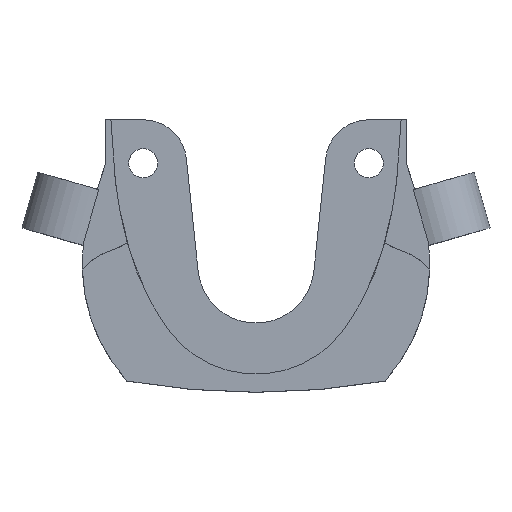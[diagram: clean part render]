
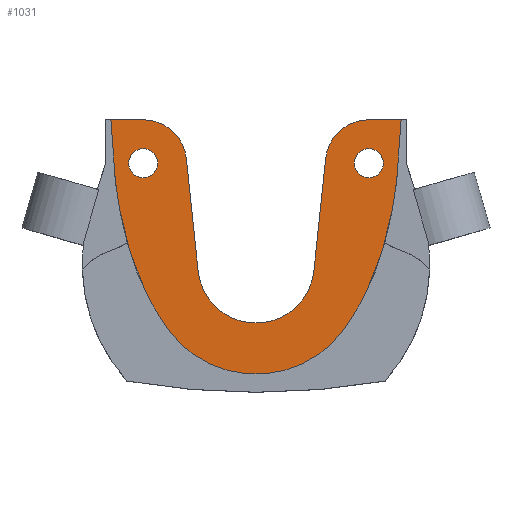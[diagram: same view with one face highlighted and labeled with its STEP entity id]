
A CAD part, top view. The second image highlights one B-rep face of the part: STEP entity #1031.
In plain terms, the highlighted planar face has unit normal (0, 0, 1).
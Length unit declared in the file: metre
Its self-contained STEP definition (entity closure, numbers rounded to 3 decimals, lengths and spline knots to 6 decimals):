
#33=PLANE('',#1114);
#66=CIRCLE('',#1115,0.002);
#67=CIRCLE('',#1116,0.006);
#68=CIRCLE('',#1117,0.008041);
#69=CIRCLE('',#1118,0.006);
#70=CIRCLE('',#1119,0.0151);
#71=CIRCLE('',#1120,0.002);
#134=LINE('',#1648,#200);
#135=LINE('',#1652,#201);
#136=LINE('',#1656,#202);
#137=LINE('',#1660,#203);
#200=VECTOR('',#1247,1.);
#201=VECTOR('',#1250,1.);
#202=VECTOR('',#1253,1.);
#203=VECTOR('',#1256,1.);
#298=ORIENTED_EDGE('',*,*,#610,.T.);
#299=ORIENTED_EDGE('',*,*,#611,.T.);
#300=ORIENTED_EDGE('',*,*,#558,.F.);
#301=ORIENTED_EDGE('',*,*,#612,.F.);
#302=ORIENTED_EDGE('',*,*,#613,.F.);
#303=ORIENTED_EDGE('',*,*,#614,.F.);
#304=ORIENTED_EDGE('',*,*,#615,.F.);
#305=ORIENTED_EDGE('',*,*,#616,.T.);
#306=ORIENTED_EDGE('',*,*,#617,.T.);
#307=ORIENTED_EDGE('',*,*,#618,.T.);
#308=ORIENTED_EDGE('',*,*,#619,.T.);
#309=ORIENTED_EDGE('',*,*,#620,.F.);
#310=ORIENTED_EDGE('',*,*,#621,.T.);
#311=ORIENTED_EDGE('',*,*,#622,.F.);
#312=ORIENTED_EDGE('',*,*,#564,.F.);
#313=ORIENTED_EDGE('',*,*,#623,.F.);
#558=EDGE_CURVE('',#715,#716,#821,.T.);
#564=EDGE_CURVE('',#721,#722,#825,.T.);
#610=EDGE_CURVE('',#765,#765,#66,.T.);
#611=EDGE_CURVE('',#721,#716,#837,.T.);
#612=EDGE_CURVE('',#766,#715,#134,.T.);
#613=EDGE_CURVE('',#767,#766,#67,.T.);
#614=EDGE_CURVE('',#768,#767,#135,.T.);
#615=EDGE_CURVE('',#769,#768,#68,.T.);
#616=EDGE_CURVE('',#769,#770,#136,.T.);
#617=EDGE_CURVE('',#770,#771,#69,.T.);
#618=EDGE_CURVE('',#771,#772,#137,.T.);
#619=EDGE_CURVE('',#772,#773,#838,.T.);
#620=EDGE_CURVE('',#774,#773,#839,.T.);
#621=EDGE_CURVE('',#774,#775,#840,.T.);
#622=EDGE_CURVE('',#722,#775,#70,.T.);
#623=EDGE_CURVE('',#776,#776,#71,.T.);
#715=VERTEX_POINT('',#1446);
#716=VERTEX_POINT('',#1447);
#721=VERTEX_POINT('',#1487);
#722=VERTEX_POINT('',#1496);
#765=VERTEX_POINT('',#1639);
#766=VERTEX_POINT('',#1649);
#767=VERTEX_POINT('',#1651);
#768=VERTEX_POINT('',#1653);
#769=VERTEX_POINT('',#1655);
#770=VERTEX_POINT('',#1657);
#771=VERTEX_POINT('',#1659);
#772=VERTEX_POINT('',#1661);
#773=VERTEX_POINT('',#1670);
#774=VERTEX_POINT('',#1679);
#775=VERTEX_POINT('',#1688);
#776=VERTEX_POINT('',#1691);
#821=B_SPLINE_CURVE_WITH_KNOTS('',3,(#1438,#1439,#1440,#1441,#1442,#1443,
#1444,#1445),.UNSPECIFIED.,.F.,.F.,(4,1,1,1,1,4),(0.036125,0.20937,
0.450339,0.691308,0.811792,0.932277),
 .UNSPECIFIED.);
#825=B_SPLINE_CURVE_WITH_KNOTS('',3,(#1488,#1489,#1490,#1491,#1492,#1493,
#1494,#1495),.UNSPECIFIED.,.F.,.F.,(4,1,1,1,1,4),(0.036125,0.20937,
0.450339,0.691308,0.811792,0.932277),
 .UNSPECIFIED.);
#837=B_SPLINE_CURVE_WITH_KNOTS('',3,(#1640,#1641,#1642,#1643,#1644,#1645,
#1646,#1647),.UNSPECIFIED.,.F.,.F.,(4,1,1,1,1,4),(0.036125,0.156609,
0.277094,0.518062,0.759031,0.932277),
 .UNSPECIFIED.);
#838=B_SPLINE_CURVE_WITH_KNOTS('',3,(#1662,#1663,#1664,#1665,#1666,#1667,
#1668,#1669),.UNSPECIFIED.,.F.,.F.,(4,1,1,1,1,4),(0.036125,0.20937,
0.450339,0.691308,0.811792,0.932277),
 .UNSPECIFIED.);
#839=B_SPLINE_CURVE_WITH_KNOTS('',3,(#1671,#1672,#1673,#1674,#1675,#1676,
#1677,#1678),.UNSPECIFIED.,.F.,.F.,(4,1,1,1,1,4),(0.036125,0.156609,
0.277094,0.518062,0.759031,0.932277),
 .UNSPECIFIED.);
#840=B_SPLINE_CURVE_WITH_KNOTS('',3,(#1680,#1681,#1682,#1683,#1684,#1685,
#1686,#1687),.UNSPECIFIED.,.F.,.F.,(4,1,1,1,1,4),(0.036125,0.20937,
0.450339,0.691308,0.811792,0.932277),
 .UNSPECIFIED.);
#877=EDGE_LOOP('',(#298));
#878=EDGE_LOOP('',(#299,#300,#301,#302,#303,#304,#305,#306,#307,#308,#309,
#310,#311,#312));
#879=EDGE_LOOP('',(#313));
#948=FACE_BOUND('',#877,.T.);
#949=FACE_BOUND('',#878,.T.);
#950=FACE_BOUND('',#879,.T.);
#1031=ADVANCED_FACE('',(#948,#949,#950),#33,.F.);
#1114=AXIS2_PLACEMENT_3D('',#1637,#1243,#1244);
#1115=AXIS2_PLACEMENT_3D('',#1638,#1245,#1246);
#1116=AXIS2_PLACEMENT_3D('',#1650,#1248,#1249);
#1117=AXIS2_PLACEMENT_3D('',#1654,#1251,#1252);
#1118=AXIS2_PLACEMENT_3D('',#1658,#1254,#1255);
#1119=AXIS2_PLACEMENT_3D('',#1689,#1257,#1258);
#1120=AXIS2_PLACEMENT_3D('',#1690,#1259,#1260);
#1243=DIRECTION('',(0.,0.,-1.));
#1244=DIRECTION('',(-1.,0.,0.));
#1245=DIRECTION('',(0.,0.,-1.));
#1246=DIRECTION('',(-1.,0.,0.));
#1247=DIRECTION('',(1.,0.,0.));
#1248=DIRECTION('',(0.,0.,-1.));
#1249=DIRECTION('',(-1.,0.,0.));
#1250=DIRECTION('',(0.105,0.995,0.));
#1251=DIRECTION('',(0.,0.,1.));
#1252=DIRECTION('',(-1.,0.,0.));
#1253=DIRECTION('',(-0.105,0.995,0.));
#1254=DIRECTION('',(0.,0.,1.));
#1255=DIRECTION('',(1.,0.,0.));
#1256=DIRECTION('',(-1.,0.,0.));
#1257=DIRECTION('',(0.,0.,-1.));
#1258=DIRECTION('',(-1.,0.,0.));
#1259=DIRECTION('',(0.,0.,1.));
#1260=DIRECTION('',(1.,0.,0.));
#1438=CARTESIAN_POINT('',(0.020053,0.020063,-0.0181));
#1439=CARTESIAN_POINT('',(0.019998,0.018058,-0.0181));
#1440=CARTESIAN_POINT('',(0.019744,0.013265,-0.0181));
#1441=CARTESIAN_POINT('',(0.018691,0.00582,-0.0181));
#1442=CARTESIAN_POINT('',(0.016753,-0.000653,-0.0181));
#1443=CARTESIAN_POINT('',(0.014462,-0.005466,-0.0181));
#1444=CARTESIAN_POINT('',(0.013032,-0.007743,-0.0181));
#1445=CARTESIAN_POINT('',(0.01225,-0.008829,-0.0181));
#1446=CARTESIAN_POINT('',(0.020053,0.020063,-0.0181));
#1447=CARTESIAN_POINT('',(0.019189,0.009664,-0.0181));
#1487=CARTESIAN_POINT('',(0.018853,0.00766,-0.0181));
#1488=CARTESIAN_POINT('',(0.020053,0.020063,-0.0181));
#1489=CARTESIAN_POINT('',(0.019998,0.018058,-0.0181));
#1490=CARTESIAN_POINT('',(0.019744,0.013265,-0.0181));
#1491=CARTESIAN_POINT('',(0.018691,0.00582,-0.0181));
#1492=CARTESIAN_POINT('',(0.016753,-0.000653,-0.0181));
#1493=CARTESIAN_POINT('',(0.014462,-0.005466,-0.0181));
#1494=CARTESIAN_POINT('',(0.013032,-0.007743,-0.0181));
#1495=CARTESIAN_POINT('',(0.01225,-0.008829,-0.0181));
#1496=CARTESIAN_POINT('',(0.01225,-0.008829,-0.0181));
#1637=CARTESIAN_POINT('',(0.018241,0.004776,-0.0181));
#1638=CARTESIAN_POINT('',(0.015596,0.014063,-0.0181));
#1639=CARTESIAN_POINT('',(0.013596,0.014063,-0.0181));
#1640=CARTESIAN_POINT('',(0.01225,-0.008829,-0.0181));
#1641=CARTESIAN_POINT('',(0.013032,-0.007743,-0.0181));
#1642=CARTESIAN_POINT('',(0.014462,-0.005466,-0.0181));
#1643=CARTESIAN_POINT('',(0.016753,-0.000653,-0.0181));
#1644=CARTESIAN_POINT('',(0.018691,0.00582,-0.0181));
#1645=CARTESIAN_POINT('',(0.019744,0.013265,-0.0181));
#1646=CARTESIAN_POINT('',(0.019998,0.018058,-0.0181));
#1647=CARTESIAN_POINT('',(0.020053,0.020063,-0.0181));
#1648=CARTESIAN_POINT('',(0.020053,0.020063,-0.0181));
#1649=CARTESIAN_POINT('',(0.015596,0.020063,-0.0181));
#1650=CARTESIAN_POINT('',(0.015596,0.014063,-0.0181));
#1651=CARTESIAN_POINT('',(0.009629,0.01469,-0.0181));
#1652=CARTESIAN_POINT('',(0.009629,0.01469,-0.0181));
#1653=CARTESIAN_POINT('',(0.007997,-0.00084,-0.0181));
#1654=CARTESIAN_POINT('',(0.,0.,-0.0181));
#1655=CARTESIAN_POINT('',(-0.007997,-0.00084,-0.0181));
#1656=CARTESIAN_POINT('',(-0.009629,0.01469,-0.0181));
#1657=CARTESIAN_POINT('',(-0.009629,0.01469,-0.0181));
#1658=CARTESIAN_POINT('',(-0.015596,0.014063,-0.0181));
#1659=CARTESIAN_POINT('',(-0.015596,0.020063,-0.0181));
#1660=CARTESIAN_POINT('',(-0.020053,0.020063,-0.0181));
#1661=CARTESIAN_POINT('',(-0.020053,0.020063,-0.0181));
#1662=CARTESIAN_POINT('',(-0.020053,0.020063,-0.0181));
#1663=CARTESIAN_POINT('',(-0.019998,0.018058,-0.0181));
#1664=CARTESIAN_POINT('',(-0.019744,0.013265,-0.0181));
#1665=CARTESIAN_POINT('',(-0.018691,0.00582,-0.0181));
#1666=CARTESIAN_POINT('',(-0.016753,-0.000653,-0.0181));
#1667=CARTESIAN_POINT('',(-0.014462,-0.005466,-0.0181));
#1668=CARTESIAN_POINT('',(-0.013032,-0.007743,-0.0181));
#1669=CARTESIAN_POINT('',(-0.01225,-0.008829,-0.0181));
#1670=CARTESIAN_POINT('',(-0.019189,0.009664,-0.0181));
#1671=CARTESIAN_POINT('',(-0.01225,-0.008829,-0.0181));
#1672=CARTESIAN_POINT('',(-0.013032,-0.007743,-0.0181));
#1673=CARTESIAN_POINT('',(-0.014462,-0.005466,-0.0181));
#1674=CARTESIAN_POINT('',(-0.016753,-0.000653,-0.0181));
#1675=CARTESIAN_POINT('',(-0.018691,0.00582,-0.0181));
#1676=CARTESIAN_POINT('',(-0.019744,0.013265,-0.0181));
#1677=CARTESIAN_POINT('',(-0.019998,0.018058,-0.0181));
#1678=CARTESIAN_POINT('',(-0.020053,0.020063,-0.0181));
#1679=CARTESIAN_POINT('',(-0.018853,0.00766,-0.0181));
#1680=CARTESIAN_POINT('',(-0.020053,0.020063,-0.0181));
#1681=CARTESIAN_POINT('',(-0.019998,0.018058,-0.0181));
#1682=CARTESIAN_POINT('',(-0.019744,0.013265,-0.0181));
#1683=CARTESIAN_POINT('',(-0.018691,0.00582,-0.0181));
#1684=CARTESIAN_POINT('',(-0.016753,-0.000653,-0.0181));
#1685=CARTESIAN_POINT('',(-0.014462,-0.005466,-0.0181));
#1686=CARTESIAN_POINT('',(-0.013032,-0.007743,-0.0181));
#1687=CARTESIAN_POINT('',(-0.01225,-0.008829,-0.0181));
#1688=CARTESIAN_POINT('',(-0.01225,-0.008829,-0.0181));
#1689=CARTESIAN_POINT('',(0.,0.,-0.0181));
#1690=CARTESIAN_POINT('',(-0.015596,0.014063,-0.0181));
#1691=CARTESIAN_POINT('',(-0.013596,0.014063,-0.0181));
